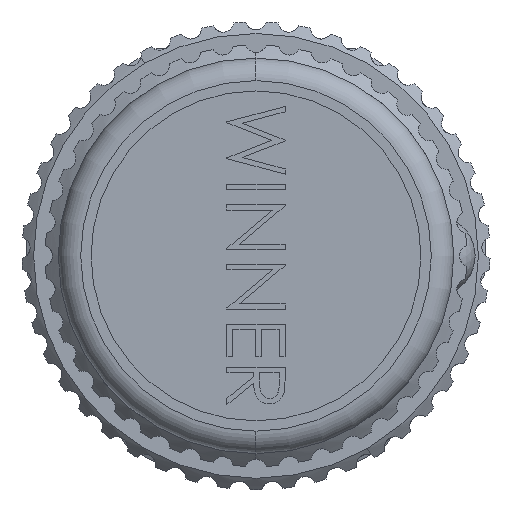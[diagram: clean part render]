
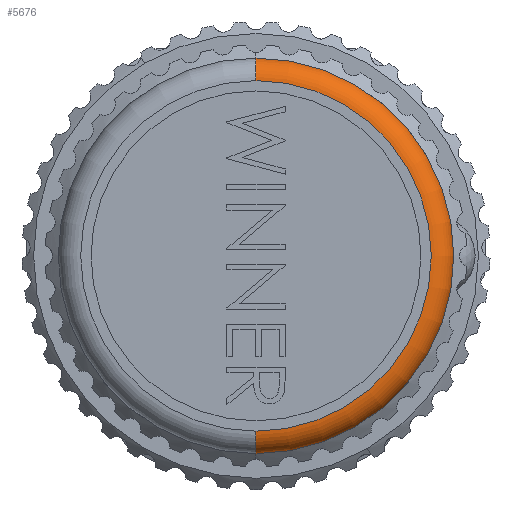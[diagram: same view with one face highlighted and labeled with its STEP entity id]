
A CAD part, left-side view. The second image highlights one B-rep face of the part: STEP entity #5676.
In plain terms, the highlighted toroidal (fillet/blend) face has major radius 12.009 mm and minor radius 1.6 mm.
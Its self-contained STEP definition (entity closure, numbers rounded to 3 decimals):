
#434 = CIRCLE ( 'NONE', #21489, 1.6 ) ;
#525 = CARTESIAN_POINT ( 'NONE',  ( -42.03, 0., 13.6 ) ) ;
#4261 = AXIS2_PLACEMENT_3D ( 'NONE', #21596, #10631, #8662 ) ;
#4869 = EDGE_CURVE ( 'NONE', #15847, #11453, #434, .T. ) ;
#5676 = ADVANCED_FACE ( 'NONE', ( #8897 ), #16951, .T. ) ;
#6351 = CARTESIAN_POINT ( 'NONE',  ( -42.201, 0., -12.009 ) ) ;
#7011 = EDGE_CURVE ( 'NONE', #15847, #11910, #14576, .T. ) ;
#8526 = DIRECTION ( 'NONE',  ( -1., 0., 0. ) ) ;
#8662 = DIRECTION ( 'NONE',  ( 0., 0., -1. ) ) ;
#8782 = CARTESIAN_POINT ( 'NONE',  ( -42.201, 0., 0. ) ) ;
#8897 = FACE_OUTER_BOUND ( 'NONE', #18949, .T. ) ;
#9257 = CARTESIAN_POINT ( 'NONE',  ( -42.03, 0., -13.6 ) ) ;
#10631 = DIRECTION ( 'NONE',  ( -1., 0., 0. ) ) ;
#11057 = DIRECTION ( 'NONE',  ( 0., 0., -1. ) ) ;
#11453 = VERTEX_POINT ( 'NONE', #16292 ) ;
#11910 = VERTEX_POINT ( 'NONE', #525 ) ;
#12136 = AXIS2_PLACEMENT_3D ( 'NONE', #16167, #18133, #26889 ) ;
#12161 = EDGE_CURVE ( 'NONE', #11453, #13799, #25886, .T. ) ;
#13799 = VERTEX_POINT ( 'NONE', #15655 ) ;
#14112 = AXIS2_PLACEMENT_3D ( 'NONE', #8782, #23816, #14811 ) ;
#14576 = CIRCLE ( 'NONE', #12136, 13.6 ) ;
#14811 = DIRECTION ( 'NONE',  ( 0., 0., -1. ) ) ;
#15655 = CARTESIAN_POINT ( 'NONE',  ( -43.8, 0., 12.059 ) ) ;
#15847 = VERTEX_POINT ( 'NONE', #9257 ) ;
#16167 = CARTESIAN_POINT ( 'NONE',  ( -42.03, 0., 0. ) ) ;
#16292 = CARTESIAN_POINT ( 'NONE',  ( -43.8, 0., -12.059 ) ) ;
#16951 = TOROIDAL_SURFACE ( 'NONE', #14112, 12.009, 1.6 ) ;
#18133 = DIRECTION ( 'NONE',  ( -1., 0., 0. ) ) ;
#18326 = ORIENTED_EDGE ( 'NONE', *, *, #12161, .F. ) ;
#18511 = CIRCLE ( 'NONE', #21221, 1.6 ) ;
#18949 = EDGE_LOOP ( 'NONE', ( #27759, #19049, #18326, #25291 ) ) ;
#19049 = ORIENTED_EDGE ( 'NONE', *, *, #22634, .T. ) ;
#20055 = CARTESIAN_POINT ( 'NONE',  ( -42.201, 0., 12.009 ) ) ;
#21221 = AXIS2_PLACEMENT_3D ( 'NONE', #20055, #26272, #11057 ) ;
#21391 = DIRECTION ( 'NONE',  ( 0., 1., 0. ) ) ;
#21489 = AXIS2_PLACEMENT_3D ( 'NONE', #6351, #21391, #8526 ) ;
#21596 = CARTESIAN_POINT ( 'NONE',  ( -43.8, 0., 0. ) ) ;
#22634 = EDGE_CURVE ( 'NONE', #11910, #13799, #18511, .T. ) ;
#23816 = DIRECTION ( 'NONE',  ( -1., 0., 0. ) ) ;
#25291 = ORIENTED_EDGE ( 'NONE', *, *, #4869, .F. ) ;
#25886 = CIRCLE ( 'NONE', #4261, 12.059 ) ;
#26272 = DIRECTION ( 'NONE',  ( 0., -1., 0. ) ) ;
#26889 = DIRECTION ( 'NONE',  ( 0., 0., -1. ) ) ;
#27759 = ORIENTED_EDGE ( 'NONE', *, *, #7011, .T. ) ;
